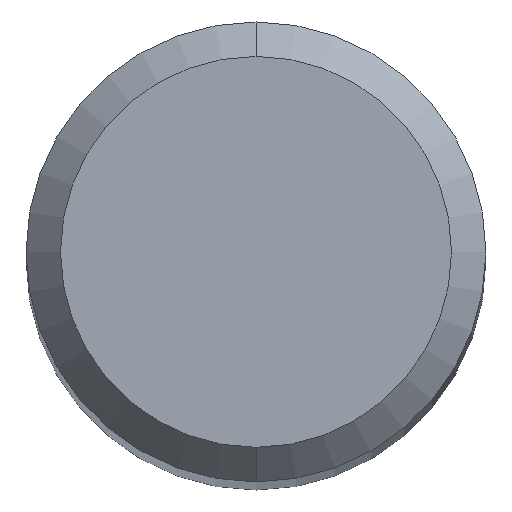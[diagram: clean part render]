
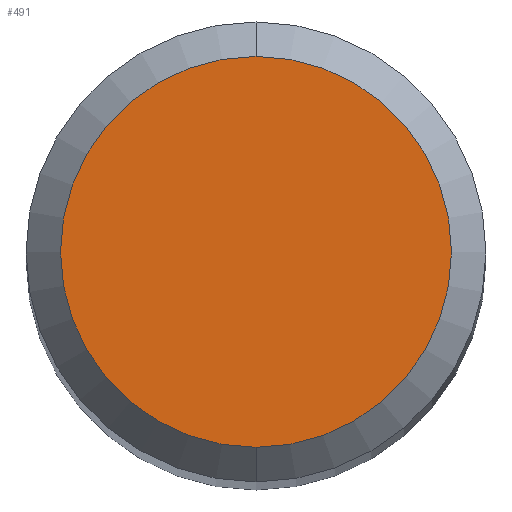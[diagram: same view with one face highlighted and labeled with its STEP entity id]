
A CAD part, top view. The second image highlights one B-rep face of the part: STEP entity #491.
In plain terms, the highlighted planar face has unit normal (0, 0, 1).
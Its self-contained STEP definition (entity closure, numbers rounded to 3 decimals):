
#491=ADVANCED_FACE('',(#1163),#1164,.T.);
#645=EDGE_CURVE('',#703,#671,#1333,.T.);
#671=VERTEX_POINT('',#1359);
#703=VERTEX_POINT('',#1392);
#837=EDGE_CURVE('',#671,#703,#1540,.T.);
#1163=FACE_OUTER_BOUND('',#2297,.T.);
#1164=PLANE('',#2298);
#1333=CIRCLE('',#3136,1.7);
#1359=CARTESIAN_POINT('',(0.0,1.7,0.0));
#1392=CARTESIAN_POINT('',(0.,-1.7,0.0));
#1540=CIRCLE('',#3917,1.7);
#2297=EDGE_LOOP('',(#4812,#4813));
#2298=AXIS2_PLACEMENT_3D('',#4814,#4815,#4816);
#3136=AXIS2_PLACEMENT_3D('',#4973,#4974,#4975);
#3917=AXIS2_PLACEMENT_3D('',#5181,#5182,#5183);
#4812=ORIENTED_EDGE('',*,*,#837,.F.);
#4813=ORIENTED_EDGE('',*,*,#645,.F.);
#4814=CARTESIAN_POINT('',(0.0,0.85,0.0));
#4815=DIRECTION('',(-0.0,0.0,1.0));
#4816=DIRECTION('',(0.0,-1.0,0.0));
#4973=CARTESIAN_POINT('',(0.0,0.0,0.0));
#4974=DIRECTION('',(0.0,0.0,-1.0));
#4975=DIRECTION('',(0.0,1.0,0.0));
#5181=CARTESIAN_POINT('',(0.0,0.0,0.0));
#5182=DIRECTION('',(0.0,0.0,-1.0));
#5183=DIRECTION('',(0.0,1.0,0.0));
